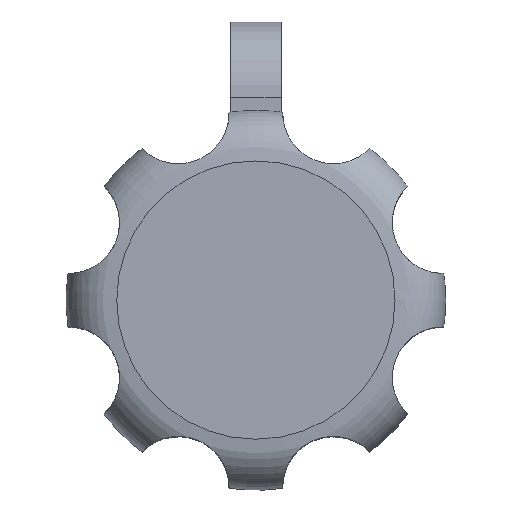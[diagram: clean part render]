
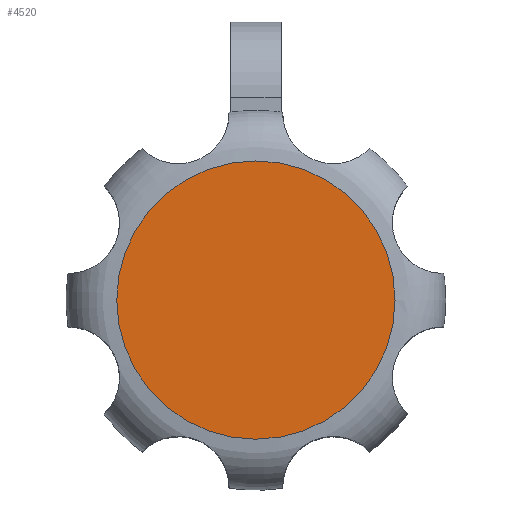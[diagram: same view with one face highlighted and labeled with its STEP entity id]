
A CAD part, top view. The second image highlights one B-rep face of the part: STEP entity #4520.
In plain terms, the highlighted planar face has unit normal (0, 0, 1).
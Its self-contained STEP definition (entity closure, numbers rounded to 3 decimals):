
#613 = TOROIDAL_SURFACE('',#614,5.5,2.);
#614 = AXIS2_PLACEMENT_3D('',#615,#616,#617);
#615 = CARTESIAN_POINT('',(0.,0.,7.));
#616 = DIRECTION('',(0.,0.,1.));
#617 = DIRECTION('',(1.,0.,0.));
#3383 = VERTEX_POINT('',#3384);
#3384 = CARTESIAN_POINT('',(5.5,0.,9.));
#3404 = EDGE_CURVE('',#3383,#3383,#3405,.T.);
#3405 = SURFACE_CURVE('',#3406,(#3411,#3418),.PCURVE_S1.);
#3406 = CIRCLE('',#3407,5.5);
#3407 = AXIS2_PLACEMENT_3D('',#3408,#3409,#3410);
#3408 = CARTESIAN_POINT('',(0.,0.,9.));
#3409 = DIRECTION('',(0.,0.,1.));
#3410 = DIRECTION('',(1.,0.,0.));
#3411 = PCURVE('',#613,#3412);
#3412 = DEFINITIONAL_REPRESENTATION('',(#3413),#3417);
#3413 = LINE('',#3414,#3415);
#3414 = CARTESIAN_POINT('',(0.,1.571));
#3415 = VECTOR('',#3416,1.);
#3416 = DIRECTION('',(1.,0.));
#3417 = ( GEOMETRIC_REPRESENTATION_CONTEXT(2) 
PARAMETRIC_REPRESENTATION_CONTEXT() REPRESENTATION_CONTEXT('2D SPACE',''
  ) );
#3418 = PCURVE('',#3419,#3424);
#3419 = PLANE('',#3420);
#3420 = AXIS2_PLACEMENT_3D('',#3421,#3422,#3423);
#3421 = CARTESIAN_POINT('',(0.,0.,9.));
#3422 = DIRECTION('',(0.,0.,1.));
#3423 = DIRECTION('',(1.,0.,0.));
#3424 = DEFINITIONAL_REPRESENTATION('',(#3425),#3429);
#3425 = CIRCLE('',#3426,5.5);
#3426 = AXIS2_PLACEMENT_2D('',#3427,#3428);
#3427 = CARTESIAN_POINT('',(0.,0.));
#3428 = DIRECTION('',(1.,0.));
#3429 = ( GEOMETRIC_REPRESENTATION_CONTEXT(2) 
PARAMETRIC_REPRESENTATION_CONTEXT() REPRESENTATION_CONTEXT('2D SPACE',''
  ) );
#4520 = ADVANCED_FACE('',(#4521),#3419,.T.);
#4521 = FACE_BOUND('',#4522,.T.);
#4522 = EDGE_LOOP('',(#4523));
#4523 = ORIENTED_EDGE('',*,*,#3404,.T.);
